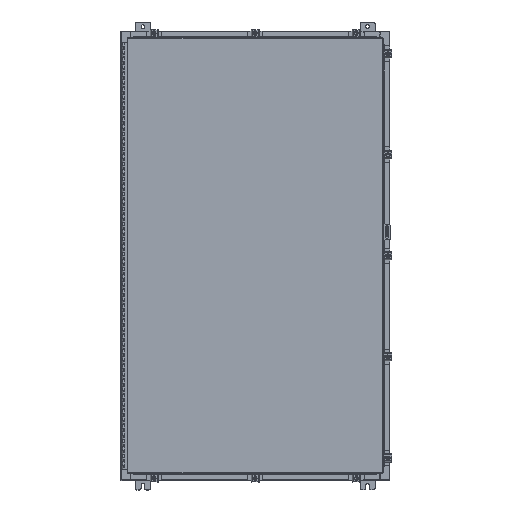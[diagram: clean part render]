
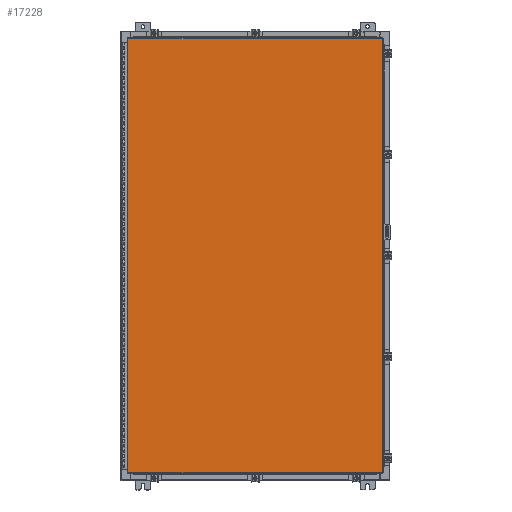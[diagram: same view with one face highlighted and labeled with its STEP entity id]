
A CAD part, top view. The second image highlights one B-rep face of the part: STEP entity #17228.
In plain terms, the highlighted planar face has unit normal (0, 0, 1).
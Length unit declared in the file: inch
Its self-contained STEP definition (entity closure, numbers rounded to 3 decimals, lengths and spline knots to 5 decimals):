
#584 = EDGE_LOOP ( 'NONE', ( #50838, #14926, #18778, #3735 ) ) ;
#1269 = CARTESIAN_POINT ( 'NONE',  ( 0., 0., 0. ) ) ;
#2549 = EDGE_CURVE ( 'NONE', #10233, #44823, #6056, .T. ) ;
#3035 = DIRECTION ( 'NONE',  ( 0., 1., 0. ) ) ;
#3673 = FACE_OUTER_BOUND ( 'NONE', #584, .T. ) ;
#3735 = ORIENTED_EDGE ( 'NONE', *, *, #35984, .T. ) ;
#6056 = LINE ( 'NONE', #7547, #31966 ) ;
#7381 = CARTESIAN_POINT ( 'NONE',  ( -16.9903, 29.0063, 0. ) ) ;
#7547 = CARTESIAN_POINT ( 'NONE',  ( 16.9903, 29.0063, 0. ) ) ;
#9017 = LINE ( 'NONE', #58977, #59264 ) ;
#10233 = VERTEX_POINT ( 'NONE', #41527 ) ;
#10902 = VERTEX_POINT ( 'NONE', #55576 ) ;
#11003 = DIRECTION ( 'NONE',  ( 0., 0., -1. ) ) ;
#14926 = ORIENTED_EDGE ( 'NONE', *, *, #24844, .T. ) ;
#17228 = ADVANCED_FACE ( 'NONE', ( #3673 ), #35285, .F. ) ;
#17451 = LINE ( 'NONE', #61297, #41907 ) ;
#17508 = DIRECTION ( 'NONE',  ( 1., 0., 0. ) ) ;
#18778 = ORIENTED_EDGE ( 'NONE', *, *, #2549, .T. ) ;
#20220 = VECTOR ( 'NONE', #17508, 39.37008 ) ;
#24844 = EDGE_CURVE ( 'NONE', #42501, #10233, #17451, .T. ) ;
#29803 = DIRECTION ( 'NONE',  ( 0., -1., 0. ) ) ;
#31966 = VECTOR ( 'NONE', #41615, 39.37008 ) ;
#35285 = PLANE ( 'NONE',  #56994 ) ;
#35984 = EDGE_CURVE ( 'NONE', #44823, #10902, #9017, .T. ) ;
#41527 = CARTESIAN_POINT ( 'NONE',  ( 16.9903, 29.0063, 0. ) ) ;
#41615 = DIRECTION ( 'NONE',  ( -1., 0., 0. ) ) ;
#41633 = LINE ( 'NONE', #51619, #20220 ) ;
#41907 = VECTOR ( 'NONE', #3035, 39.37008 ) ;
#42501 = VERTEX_POINT ( 'NONE', #52104 ) ;
#43067 = EDGE_CURVE ( 'NONE', #10902, #42501, #41633, .T. ) ;
#44823 = VERTEX_POINT ( 'NONE', #7381 ) ;
#45101 = DIRECTION ( 'NONE',  ( -1., 0., 0. ) ) ;
#50838 = ORIENTED_EDGE ( 'NONE', *, *, #43067, .T. ) ;
#51619 = CARTESIAN_POINT ( 'NONE',  ( -16.9903, -29.0063, 0. ) ) ;
#52104 = CARTESIAN_POINT ( 'NONE',  ( 16.9903, -29.0063, 0. ) ) ;
#55576 = CARTESIAN_POINT ( 'NONE',  ( -16.9903, -29.0063, 0. ) ) ;
#56994 = AXIS2_PLACEMENT_3D ( 'NONE', #1269, #11003, #45101 ) ;
#58977 = CARTESIAN_POINT ( 'NONE',  ( -16.9903, 29.0063, 0. ) ) ;
#59264 = VECTOR ( 'NONE', #29803, 39.37008 ) ;
#61297 = CARTESIAN_POINT ( 'NONE',  ( 16.9903, -29.0063, 0. ) ) ;
